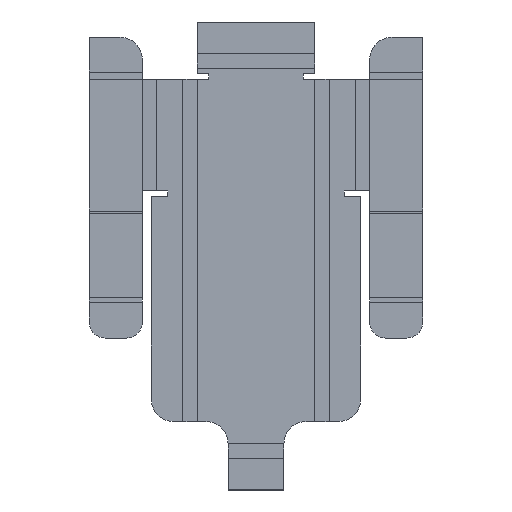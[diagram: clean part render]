
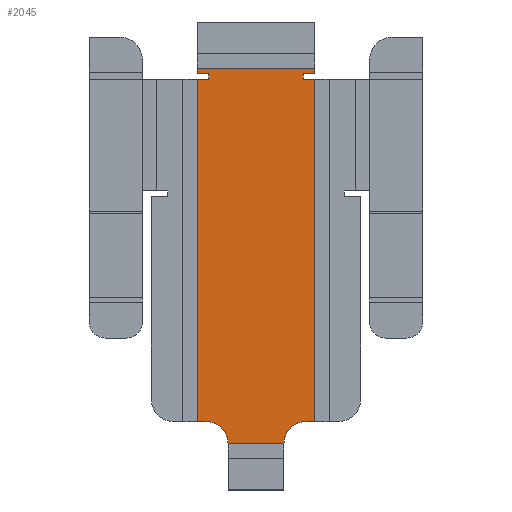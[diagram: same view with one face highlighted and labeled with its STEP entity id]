
A CAD part, top view. The second image highlights one B-rep face of the part: STEP entity #2045.
In plain terms, the highlighted planar face has unit normal (0, 0, 1).
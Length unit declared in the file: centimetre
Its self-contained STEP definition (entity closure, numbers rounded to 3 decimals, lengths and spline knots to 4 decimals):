
#62=CIRCLE('',#2193,0.06);
#63=CIRCLE('',#2196,0.06);
#72=VERTEX_POINT('',#2677);
#74=VERTEX_POINT('',#2683);
#76=VERTEX_POINT('',#2693);
#136=VERTEX_POINT('',#2906);
#138=VERTEX_POINT('',#2912);
#140=VERTEX_POINT('',#2922);
#150=VERTEX_POINT('',#2953);
#152=VERTEX_POINT('',#2959);
#212=VERTEX_POINT('',#3176);
#214=VERTEX_POINT('',#3182);
#217=VERTEX_POINT('',#3192);
#218=VERTEX_POINT('',#3196);
#224=VERTEX_POINT('',#3216);
#225=VERTEX_POINT('',#3217);
#226=VERTEX_POINT('',#3225);
#227=VERTEX_POINT('',#3231);
#246=VECTOR('',#2224,1.);
#248=VECTOR('',#2228,1.);
#352=VECTOR('',#2401,1.);
#354=VECTOR('',#2405,1.);
#375=VECTOR('',#2434,1.);
#480=VECTOR('',#2611,1.);
#481=VECTOR('',#2613,1.);
#484=VECTOR('',#2617,1.);
#490=VECTOR('',#2629,1.);
#493=VECTOR('',#2633,1.);
#495=VECTOR('',#2637,1.);
#496=VECTOR('',#2643,1.);
#516=LINE('',#2688,#246);
#518=LINE('',#2692,#248);
#622=LINE('',#2917,#352);
#624=LINE('',#2921,#354);
#645=LINE('',#2964,#375);
#750=LINE('',#3193,#480);
#751=LINE('',#3195,#481);
#754=LINE('',#3201,#484);
#760=LINE('',#3215,#490);
#763=LINE('',#3221,#493);
#765=LINE('',#3226,#495);
#766=LINE('',#3230,#496);
#786=EDGE_CURVE('',#72,#74,#516,.T.);
#788=EDGE_CURVE('',#74,#76,#518,.T.);
#900=EDGE_CURVE('',#136,#138,#622,.T.);
#902=EDGE_CURVE('',#140,#138,#624,.T.);
#923=EDGE_CURVE('',#150,#152,#645,.T.);
#1034=EDGE_CURVE('',#212,#214,#518,.T.);
#1038=EDGE_CURVE('',#212,#217,#750,.T.);
#1039=EDGE_CURVE('',#217,#218,#751,.T.);
#1042=EDGE_CURVE('',#218,#76,#754,.T.);
#1051=EDGE_CURVE('',#224,#225,#760,.T.);
#1054=EDGE_CURVE('',#225,#140,#763,.T.);
#1055=EDGE_CURVE('',#224,#72,#622,.T.);
#1057=EDGE_CURVE('',#136,#226,#765,.T.);
#1058=EDGE_CURVE('',#226,#152,#62,.T.);
#1059=EDGE_CURVE('',#227,#214,#766,.T.);
#1061=EDGE_CURVE('',#150,#227,#63,.T.);
#1634=ORIENTED_EDGE('',*,*,#1042,.T.);
#1635=ORIENTED_EDGE('',*,*,#788,.F.);
#1636=ORIENTED_EDGE('',*,*,#786,.F.);
#1637=ORIENTED_EDGE('',*,*,#1055,.F.);
#1638=ORIENTED_EDGE('',*,*,#1051,.T.);
#1639=ORIENTED_EDGE('',*,*,#1054,.T.);
#1640=ORIENTED_EDGE('',*,*,#902,.T.);
#1641=ORIENTED_EDGE('',*,*,#900,.F.);
#1642=ORIENTED_EDGE('',*,*,#1057,.T.);
#1643=ORIENTED_EDGE('',*,*,#1058,.T.);
#1644=ORIENTED_EDGE('',*,*,#923,.F.);
#1645=ORIENTED_EDGE('',*,*,#1061,.T.);
#1646=ORIENTED_EDGE('',*,*,#1059,.T.);
#1647=ORIENTED_EDGE('',*,*,#1034,.F.);
#1648=ORIENTED_EDGE('',*,*,#1038,.T.);
#1649=ORIENTED_EDGE('',*,*,#1039,.T.);
#1781=EDGE_LOOP('',(#1634,#1635,#1636,#1637,#1638,#1639,#1640,#1641,#1642,
#1643,#1644,#1645,#1646,#1647,#1648,#1649));
#1913=FACE_BOUND('',#1781,.T.);
#2045=ADVANCED_FACE('',(#1913),#3357,.T.);
#2193=AXIS2_PLACEMENT_3D('',#3228,#2640,#2641);
#2196=AXIS2_PLACEMENT_3D('',#3234,#2647,#2648);
#2197=AXIS2_PLACEMENT_3D('',#3235,#2649,$);
#2224=DIRECTION('',(1.,0.,0.));
#2228=DIRECTION('',(0.,-1.,0.));
#2401=DIRECTION('',(0.,1.,0.));
#2405=DIRECTION('',(-1.,0.,0.));
#2434=DIRECTION('',(-1.,0.,0.));
#2611=DIRECTION('',(-1.,0.,0.));
#2613=DIRECTION('',(0.,1.,0.));
#2617=DIRECTION('',(1.,0.,0.));
#2629=DIRECTION('',(1.,0.,0.));
#2633=DIRECTION('',(0.,-1.,0.));
#2637=DIRECTION('',(1.,0.,0.));
#2640=DIRECTION('',(0.,0.,-1.));
#2641=DIRECTION('',(0.06,0.,0.));
#2643=DIRECTION('',(1.,0.,0.));
#2647=DIRECTION('',(0.,0.,-1.));
#2648=DIRECTION('',(0.06,0.,0.));
#2649=DIRECTION('',(0.,0.,1.));
#2677=CARTESIAN_POINT('',(-0.1575,0.505,0.03));
#2683=CARTESIAN_POINT('',(0.1575,0.505,0.03));
#2688=CARTESIAN_POINT('',(0.1575,0.505,0.03));
#2692=CARTESIAN_POINT('',(0.1575,-0.505,0.03));
#2693=CARTESIAN_POINT('',(0.1575,0.49,0.03));
#2906=CARTESIAN_POINT('',(-0.1575,-0.445,0.03));
#2912=CARTESIAN_POINT('',(-0.1575,0.475,0.03));
#2917=CARTESIAN_POINT('',(-0.1575,0.505,0.03));
#2921=CARTESIAN_POINT('',(-0.0713,0.475,0.03));
#2922=CARTESIAN_POINT('',(-0.1275,0.475,0.03));
#2953=CARTESIAN_POINT('',(0.075,-0.505,0.03));
#2959=CARTESIAN_POINT('',(-0.075,-0.505,0.03));
#2964=CARTESIAN_POINT('',(-0.1575,-0.505,0.03));
#3176=CARTESIAN_POINT('',(0.1575,0.475,0.03));
#3182=CARTESIAN_POINT('',(0.1575,-0.445,0.03));
#3192=CARTESIAN_POINT('',(0.1275,0.475,0.03));
#3193=CARTESIAN_POINT('',(0.0712,0.475,0.03));
#3195=CARTESIAN_POINT('',(0.1275,0.2413,0.03));
#3196=CARTESIAN_POINT('',(0.1275,0.49,0.03));
#3201=CARTESIAN_POINT('',(0.0712,0.49,0.03));
#3215=CARTESIAN_POINT('',(-0.0713,0.49,0.03));
#3216=CARTESIAN_POINT('',(-0.1575,0.49,0.03));
#3217=CARTESIAN_POINT('',(-0.1275,0.49,0.03));
#3221=CARTESIAN_POINT('',(-0.1275,0.2413,0.03));
#3225=CARTESIAN_POINT('',(-0.135,-0.445,0.03));
#3226=CARTESIAN_POINT('',(-0.0731,-0.445,0.03));
#3228=CARTESIAN_POINT('',(-0.135,-0.505,0.03));
#3230=CARTESIAN_POINT('',(0.0731,-0.445,0.03));
#3231=CARTESIAN_POINT('',(0.135,-0.445,0.03));
#3234=CARTESIAN_POINT('',(0.135,-0.505,0.03));
#3235=CARTESIAN_POINT('',(0.,0.,
0.03));
#3357=PLANE('',#2197);
